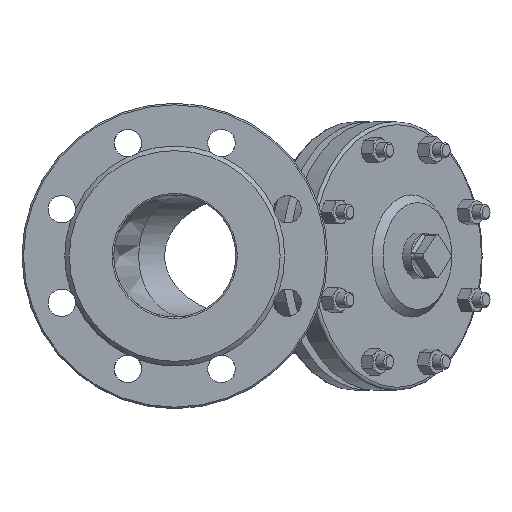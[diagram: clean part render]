
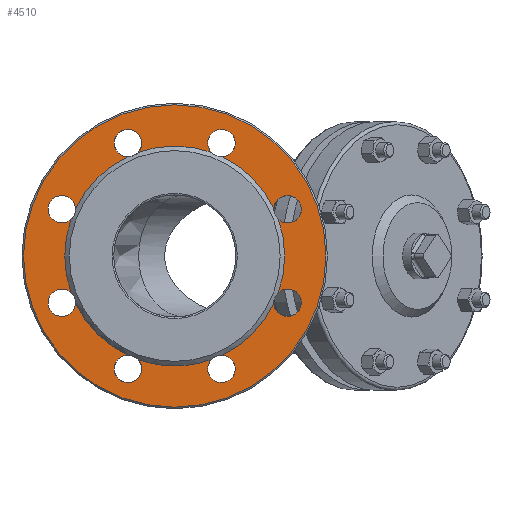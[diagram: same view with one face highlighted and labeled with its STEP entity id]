
A CAD part, left-side view. The second image highlights one B-rep face of the part: STEP entity #4510.
In plain terms, the highlighted planar face has unit normal (-1, 0, 0).
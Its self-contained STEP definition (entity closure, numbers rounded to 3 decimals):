
#169=FACE_BOUND('',#954,.T.);
#365=PLANE('',#5003);
#666=FACE_OUTER_BOUND('',#953,.T.);
#953=EDGE_LOOP('',(#3557));
#954=EDGE_LOOP('',(#3558,#3559,#3560,#3561,#3562,#3563,#3564,#3565,#3566,
#3567,#3568,#3569,#3570,#3571,#3572,#3573,#3574,#3575,#3576,#3577,#3578,
#3579,#3580));
#1565=CIRCLE('',#4994,72.);
#1566=CIRCLE('',#4995,72.);
#1567=CIRCLE('',#4996,72.);
#1568=CIRCLE('',#4997,72.);
#1569=CIRCLE('',#4998,72.);
#1570=CIRCLE('',#4999,72.);
#1571=CIRCLE('',#5000,72.);
#1572=CIRCLE('',#5001,72.);
#1573=CIRCLE('',#5002,72.);
#1574=CIRCLE('',#5004,99.);
#1575=CIRCLE('',#5005,9.);
#1576=CIRCLE('',#5006,9.);
#1577=CIRCLE('',#5007,9.);
#1578=CIRCLE('',#5008,9.);
#1579=CIRCLE('',#5009,9.);
#1580=CIRCLE('',#5010,9.);
#1581=CIRCLE('',#5011,9.);
#1582=CIRCLE('',#5012,9.);
#1583=CIRCLE('',#5013,9.);
#1584=CIRCLE('',#5014,9.);
#1585=CIRCLE('',#5015,9.);
#1586=CIRCLE('',#5016,9.);
#1587=CIRCLE('',#5017,9.);
#1588=CIRCLE('',#5018,9.);
#1963=VERTEX_POINT('',#8946);
#1964=VERTEX_POINT('',#8947);
#1965=VERTEX_POINT('',#8958);
#1966=VERTEX_POINT('',#8961);
#1967=VERTEX_POINT('',#8963);
#1968=VERTEX_POINT('',#8974);
#1970=VERTEX_POINT('',#8981);
#1971=VERTEX_POINT('',#8992);
#1973=VERTEX_POINT('',#9005);
#1974=VERTEX_POINT('',#9010);
#1975=VERTEX_POINT('',#9012);
#1976=VERTEX_POINT('',#9023);
#1977=VERTEX_POINT('',#9025);
#1978=VERTEX_POINT('',#9036);
#1979=VERTEX_POINT('',#9038);
#1980=VERTEX_POINT('',#9049);
#1981=VERTEX_POINT('',#9051);
#1982=VERTEX_POINT('',#9064);
#1983=VERTEX_POINT('',#9066);
#1984=VERTEX_POINT('',#9071);
#1985=VERTEX_POINT('',#9074);
#1986=VERTEX_POINT('',#9077);
#1987=VERTEX_POINT('',#9080);
#1988=VERTEX_POINT('',#9083);
#2521=EDGE_CURVE('',#1963,#1965,#1565,.T.);
#2523=EDGE_CURVE('',#1965,#1966,#1566,.T.);
#2525=EDGE_CURVE('',#1967,#1968,#1567,.T.);
#2528=EDGE_CURVE('',#1970,#1971,#1568,.T.);
#2531=EDGE_CURVE('',#1973,#1974,#1569,.T.);
#2533=EDGE_CURVE('',#1975,#1976,#1570,.T.);
#2535=EDGE_CURVE('',#1977,#1978,#1571,.T.);
#2537=EDGE_CURVE('',#1979,#1980,#1572,.T.);
#2539=EDGE_CURVE('',#1981,#1964,#1573,.T.);
#2540=EDGE_CURVE('',#1982,#1982,#1574,.T.);
#2541=EDGE_CURVE('',#1975,#1983,#1575,.T.);
#2542=EDGE_CURVE('',#1983,#1974,#1576,.T.);
#2543=EDGE_CURVE('',#1973,#1971,#1577,.T.);
#2544=EDGE_CURVE('',#1970,#1968,#1578,.T.);
#2545=EDGE_CURVE('',#1967,#1984,#1579,.T.);
#2546=EDGE_CURVE('',#1984,#1966,#1580,.T.);
#2547=EDGE_CURVE('',#1963,#1985,#1581,.T.);
#2548=EDGE_CURVE('',#1985,#1964,#1582,.T.);
#2549=EDGE_CURVE('',#1981,#1986,#1583,.T.);
#2550=EDGE_CURVE('',#1986,#1980,#1584,.T.);
#2551=EDGE_CURVE('',#1979,#1987,#1585,.T.);
#2552=EDGE_CURVE('',#1987,#1978,#1586,.T.);
#2553=EDGE_CURVE('',#1977,#1988,#1587,.T.);
#2554=EDGE_CURVE('',#1988,#1976,#1588,.T.);
#3557=ORIENTED_EDGE('',*,*,#2540,.F.);
#3558=ORIENTED_EDGE('',*,*,#2533,.F.);
#3559=ORIENTED_EDGE('',*,*,#2541,.T.);
#3560=ORIENTED_EDGE('',*,*,#2542,.T.);
#3561=ORIENTED_EDGE('',*,*,#2531,.F.);
#3562=ORIENTED_EDGE('',*,*,#2543,.T.);
#3563=ORIENTED_EDGE('',*,*,#2528,.F.);
#3564=ORIENTED_EDGE('',*,*,#2544,.T.);
#3565=ORIENTED_EDGE('',*,*,#2525,.F.);
#3566=ORIENTED_EDGE('',*,*,#2545,.T.);
#3567=ORIENTED_EDGE('',*,*,#2546,.T.);
#3568=ORIENTED_EDGE('',*,*,#2523,.F.);
#3569=ORIENTED_EDGE('',*,*,#2521,.F.);
#3570=ORIENTED_EDGE('',*,*,#2547,.T.);
#3571=ORIENTED_EDGE('',*,*,#2548,.T.);
#3572=ORIENTED_EDGE('',*,*,#2539,.F.);
#3573=ORIENTED_EDGE('',*,*,#2549,.T.);
#3574=ORIENTED_EDGE('',*,*,#2550,.T.);
#3575=ORIENTED_EDGE('',*,*,#2537,.F.);
#3576=ORIENTED_EDGE('',*,*,#2551,.T.);
#3577=ORIENTED_EDGE('',*,*,#2552,.T.);
#3578=ORIENTED_EDGE('',*,*,#2535,.F.);
#3579=ORIENTED_EDGE('',*,*,#2553,.T.);
#3580=ORIENTED_EDGE('',*,*,#2554,.T.);
#4510=ADVANCED_FACE('',(#666,#169),#365,.F.);
#4994=AXIS2_PLACEMENT_3D('',#8959,#6016,#6017);
#4995=AXIS2_PLACEMENT_3D('',#8962,#6019,#6020);
#4996=AXIS2_PLACEMENT_3D('',#8975,#6021,#6022);
#4997=AXIS2_PLACEMENT_3D('',#8993,#6023,#6024);
#4998=AXIS2_PLACEMENT_3D('',#9011,#6025,#6026);
#4999=AXIS2_PLACEMENT_3D('',#9024,#6027,#6028);
#5000=AXIS2_PLACEMENT_3D('',#9037,#6029,#6030);
#5001=AXIS2_PLACEMENT_3D('',#9050,#6031,#6032);
#5002=AXIS2_PLACEMENT_3D('',#9062,#6033,#6034);
#5003=AXIS2_PLACEMENT_3D('',#9063,#6035,#6036);
#5004=AXIS2_PLACEMENT_3D('',#9065,#6037,#6038);
#5005=AXIS2_PLACEMENT_3D('',#9067,#6039,#6040);
#5006=AXIS2_PLACEMENT_3D('',#9068,#6041,#6042);
#5007=AXIS2_PLACEMENT_3D('',#9069,#6043,#6044);
#5008=AXIS2_PLACEMENT_3D('',#9070,#6045,#6046);
#5009=AXIS2_PLACEMENT_3D('',#9072,#6047,#6048);
#5010=AXIS2_PLACEMENT_3D('',#9073,#6049,#6050);
#5011=AXIS2_PLACEMENT_3D('',#9075,#6051,#6052);
#5012=AXIS2_PLACEMENT_3D('',#9076,#6053,#6054);
#5013=AXIS2_PLACEMENT_3D('',#9078,#6055,#6056);
#5014=AXIS2_PLACEMENT_3D('',#9079,#6057,#6058);
#5015=AXIS2_PLACEMENT_3D('',#9081,#6059,#6060);
#5016=AXIS2_PLACEMENT_3D('',#9082,#6061,#6062);
#5017=AXIS2_PLACEMENT_3D('',#9084,#6063,#6064);
#5018=AXIS2_PLACEMENT_3D('',#9085,#6065,#6066);
#6016=DIRECTION('center_axis',(-1.,0.,0.));
#6017=DIRECTION('ref_axis',(0.,0.,1.));
#6019=DIRECTION('center_axis',(-1.,0.,0.));
#6020=DIRECTION('ref_axis',(0.,0.,1.));
#6021=DIRECTION('center_axis',(-1.,0.,0.));
#6022=DIRECTION('ref_axis',(0.,0.,1.));
#6023=DIRECTION('center_axis',(-1.,0.,0.));
#6024=DIRECTION('ref_axis',(0.,0.,1.));
#6025=DIRECTION('center_axis',(-1.,0.,0.));
#6026=DIRECTION('ref_axis',(0.,0.,1.));
#6027=DIRECTION('center_axis',(-1.,0.,0.));
#6028=DIRECTION('ref_axis',(0.,0.,1.));
#6029=DIRECTION('center_axis',(-1.,0.,0.));
#6030=DIRECTION('ref_axis',(0.,0.,1.));
#6031=DIRECTION('center_axis',(-1.,0.,0.));
#6032=DIRECTION('ref_axis',(0.,0.,1.));
#6033=DIRECTION('center_axis',(-1.,0.,0.));
#6034=DIRECTION('ref_axis',(0.,0.,1.));
#6035=DIRECTION('center_axis',(1.,0.,0.));
#6036=DIRECTION('ref_axis',(0.,0.,-1.));
#6037=DIRECTION('center_axis',(1.,0.,0.));
#6038=DIRECTION('ref_axis',(0.,1.,0.));
#6039=DIRECTION('center_axis',(1.,0.,0.));
#6040=DIRECTION('ref_axis',(0.,-1.,0.));
#6041=DIRECTION('center_axis',(1.,0.,0.));
#6042=DIRECTION('ref_axis',(0.,-1.,0.));
#6043=DIRECTION('center_axis',(1.,0.,0.));
#6044=DIRECTION('ref_axis',(0.,-1.,0.));
#6045=DIRECTION('center_axis',(1.,0.,0.));
#6046=DIRECTION('ref_axis',(0.,-1.,0.));
#6047=DIRECTION('center_axis',(1.,0.,0.));
#6048=DIRECTION('ref_axis',(0.,-1.,0.));
#6049=DIRECTION('center_axis',(1.,0.,0.));
#6050=DIRECTION('ref_axis',(0.,-1.,0.));
#6051=DIRECTION('center_axis',(1.,0.,0.));
#6052=DIRECTION('ref_axis',(0.,-1.,0.));
#6053=DIRECTION('center_axis',(1.,0.,0.));
#6054=DIRECTION('ref_axis',(0.,-1.,0.));
#6055=DIRECTION('center_axis',(1.,0.,0.));
#6056=DIRECTION('ref_axis',(0.,-1.,0.));
#6057=DIRECTION('center_axis',(1.,0.,0.));
#6058=DIRECTION('ref_axis',(0.,-1.,0.));
#6059=DIRECTION('center_axis',(1.,0.,0.));
#6060=DIRECTION('ref_axis',(0.,-1.,0.));
#6061=DIRECTION('center_axis',(1.,0.,0.));
#6062=DIRECTION('ref_axis',(0.,-1.,0.));
#6063=DIRECTION('center_axis',(1.,0.,0.));
#6064=DIRECTION('ref_axis',(0.,-1.,0.));
#6065=DIRECTION('center_axis',(1.,0.,0.));
#6066=DIRECTION('ref_axis',(0.,-1.,0.));
#8946=CARTESIAN_POINT('',(-283.,23.9,-67.917));
#8947=CARTESIAN_POINT('',(-283.,31.125,-64.925));
#8958=CARTESIAN_POINT('',(-283.,0.,-72.));
#8959=CARTESIAN_POINT('Origin',(-283.,0.,0.));
#8961=CARTESIAN_POINT('',(-283.,-23.9,-67.917));
#8962=CARTESIAN_POINT('Origin',(-283.,0.,0.));
#8963=CARTESIAN_POINT('',(-283.,-31.125,-64.925));
#8974=CARTESIAN_POINT('',(-283.,-64.925,-31.125));
#8975=CARTESIAN_POINT('Origin',(-283.,0.,0.));
#8981=CARTESIAN_POINT('',(-283.,-67.917,-23.9));
#8992=CARTESIAN_POINT('',(-283.,-67.917,23.9));
#8993=CARTESIAN_POINT('Origin',(-283.,0.,0.));
#9005=CARTESIAN_POINT('',(-283.,-64.925,31.125));
#9010=CARTESIAN_POINT('',(-283.,-31.125,64.925));
#9011=CARTESIAN_POINT('Origin',(-283.,0.,0.));
#9012=CARTESIAN_POINT('',(-283.,-23.9,67.917));
#9023=CARTESIAN_POINT('',(-283.,23.9,67.917));
#9024=CARTESIAN_POINT('Origin',(-283.,0.,0.));
#9025=CARTESIAN_POINT('',(-283.,31.125,64.925));
#9036=CARTESIAN_POINT('',(-283.,64.925,31.125));
#9037=CARTESIAN_POINT('Origin',(-283.,0.,0.));
#9038=CARTESIAN_POINT('',(-283.,67.917,23.9));
#9049=CARTESIAN_POINT('',(-283.,67.917,-23.9));
#9050=CARTESIAN_POINT('Origin',(-283.,0.,0.));
#9051=CARTESIAN_POINT('',(-283.,64.925,-31.125));
#9062=CARTESIAN_POINT('Origin',(-283.,0.,0.));
#9063=CARTESIAN_POINT('Origin',(-283.,0.,0.));
#9064=CARTESIAN_POINT('',(-283.,-99.,0.));
#9065=CARTESIAN_POINT('Origin',(-283.,0.,0.));
#9066=CARTESIAN_POINT('',(-283.,-21.615,73.91));
#9067=CARTESIAN_POINT('Origin',(-283.,-30.615,73.91));
#9068=CARTESIAN_POINT('Origin',(-283.,-30.615,73.91));
#9069=CARTESIAN_POINT('Origin',(-283.,-73.91,30.615));
#9070=CARTESIAN_POINT('Origin',(-283.,-73.91,-30.615));
#9071=CARTESIAN_POINT('',(-283.,-21.615,-73.91));
#9072=CARTESIAN_POINT('Origin',(-283.,-30.615,-73.91));
#9073=CARTESIAN_POINT('Origin',(-283.,-30.615,-73.91));
#9074=CARTESIAN_POINT('',(-283.,39.615,-73.91));
#9075=CARTESIAN_POINT('Origin',(-283.,30.615,-73.91));
#9076=CARTESIAN_POINT('Origin',(-283.,30.615,-73.91));
#9077=CARTESIAN_POINT('',(-283.,82.91,-30.615));
#9078=CARTESIAN_POINT('Origin',(-283.,73.91,-30.615));
#9079=CARTESIAN_POINT('Origin',(-283.,73.91,-30.615));
#9080=CARTESIAN_POINT('',(-283.,82.91,30.615));
#9081=CARTESIAN_POINT('Origin',(-283.,73.91,30.615));
#9082=CARTESIAN_POINT('Origin',(-283.,73.91,30.615));
#9083=CARTESIAN_POINT('',(-283.,39.615,73.91));
#9084=CARTESIAN_POINT('Origin',(-283.,30.615,73.91));
#9085=CARTESIAN_POINT('Origin',(-283.,30.615,73.91));
